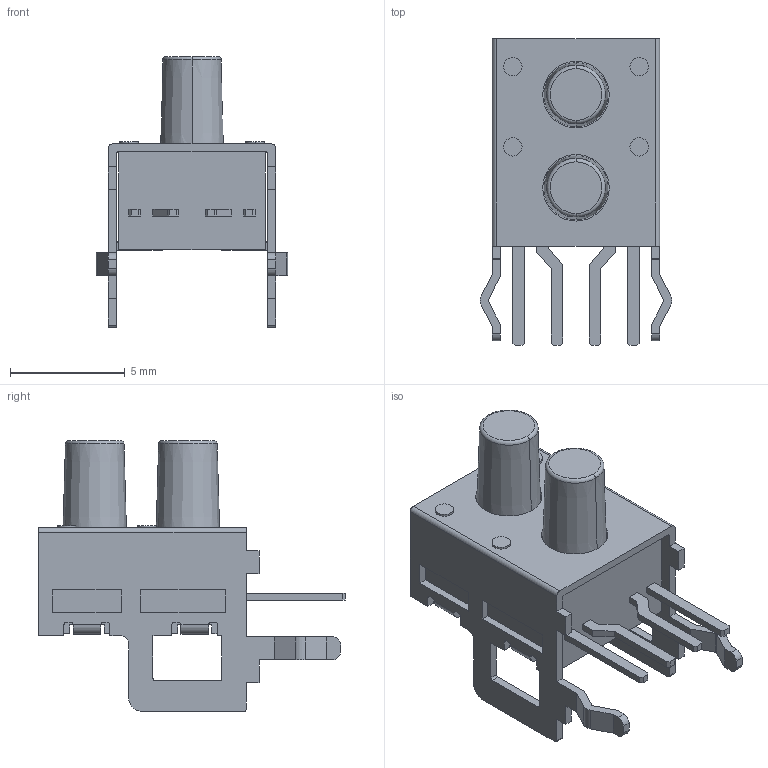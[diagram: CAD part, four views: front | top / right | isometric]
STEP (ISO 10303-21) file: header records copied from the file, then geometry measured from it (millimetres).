
FILE_DESCRIPTION (( 'STEP AP214' ), '1' );
FILE_NAME ('TL2243.STEP', '2024-01-23T00:08:03', ( '' ), ( '' ), 'SwSTEP 2.0', 'SolidWorks 2021', '' );
FILE_SCHEMA (( 'AUTOMOTIVE_DESIGN' ));
Length unit declared in the file: millimetre
Products named in the file (1): TL2243
Bounding box: 8.35 x 13.36 x 11.8 mm (x, y, z)
Volume: 270.1 mm3; surface area: 880.6 mm2
Topology: 14 solids, 14 shells, 347 faces, 914 edges, 606 vertices
Faces by surface type: plane 245, cylinder 82, bspline 12, torus 4, cone 4
Entity records: 10931 total; most frequent: CARTESIAN_POINT 2136, ORIENTED_EDGE 1820, DIRECTION 1738, EDGE_CURVE 910, VECTOR 682, LINE 682, VERTEX_POINT 606, AXIS2_PLACEMENT_3D 528
